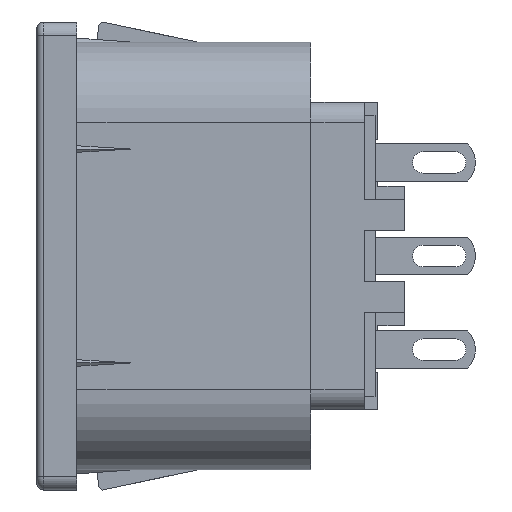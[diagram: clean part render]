
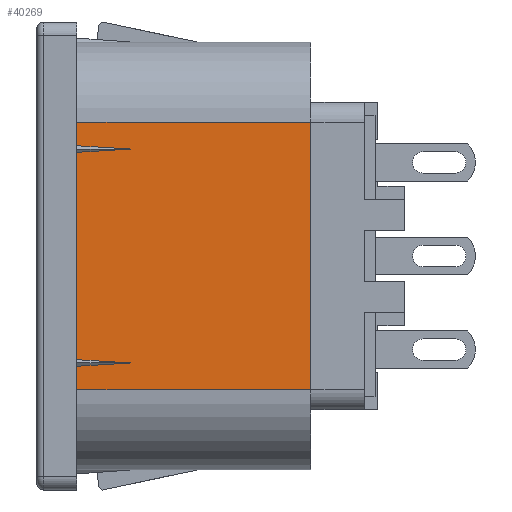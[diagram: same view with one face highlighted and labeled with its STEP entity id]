
A CAD part, left-side view. The second image highlights one B-rep face of the part: STEP entity #40269.
In plain terms, the highlighted planar face has unit normal (-1, 0, 0).
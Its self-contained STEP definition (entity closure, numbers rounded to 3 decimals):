
#147 = VERTEX_POINT ( 'NONE', #25418 ) ;
#514 = DIRECTION ( 'NONE',  ( 0., 1., 0. ) ) ;
#640 = CARTESIAN_POINT ( 'NONE',  ( 1.35, 0., 10. ) ) ;
#783 = EDGE_CURVE ( 'NONE', #147, #9461, #11413, .T. ) ;
#1008 = ORIENTED_EDGE ( 'NONE', *, *, #5968, .F. ) ;
#1055 = CARTESIAN_POINT ( 'NONE',  ( 1.35, -4., -8. ) ) ;
#1415 = VECTOR ( 'NONE', #4161, 1000. ) ;
#1845 = DIRECTION ( 'NONE',  ( 0., 1., 0. ) ) ;
#2858 = CARTESIAN_POINT ( 'NONE',  ( 1.35, 0., 10. ) ) ;
#2957 = CARTESIAN_POINT ( 'NONE',  ( 1.35, -17.5, 10. ) ) ;
#3099 = VERTEX_POINT ( 'NONE', #14633 ) ;
#3196 = CARTESIAN_POINT ( 'NONE',  ( 1.35, -4., -8. ) ) ;
#3251 = CARTESIAN_POINT ( 'NONE',  ( 1.35, -17.5, -10. ) ) ;
#3304 = VECTOR ( 'NONE', #33030, 1000. ) ;
#4060 = VECTOR ( 'NONE', #514, 1000. ) ;
#4065 = LINE ( 'NONE', #41771, #19733 ) ;
#4161 = DIRECTION ( 'NONE',  ( 0., 0.998, 0.062 ) ) ;
#4306 = CARTESIAN_POINT ( 'NONE',  ( 1.35, -4., 8. ) ) ;
#4782 = EDGE_CURVE ( 'NONE', #3099, #16638, #21689, .T. ) ;
#5886 = LINE ( 'NONE', #640, #40303 ) ;
#5968 = EDGE_CURVE ( 'NONE', #17213, #9461, #7101, .T. ) ;
#6283 = DIRECTION ( 'NONE',  ( 1., 0., 0. ) ) ;
#6900 = CARTESIAN_POINT ( 'NONE',  ( 1.35, -17.5, 10. ) ) ;
#6910 = ORIENTED_EDGE ( 'NONE', *, *, #4782, .T. ) ;
#7101 = LINE ( 'NONE', #4306, #1415 ) ;
#8105 = ORIENTED_EDGE ( 'NONE', *, *, #24764, .T. ) ;
#8228 = EDGE_CURVE ( 'NONE', #35099, #14701, #40848, .T. ) ;
#8401 = EDGE_CURVE ( 'NONE', #34714, #3099, #5886, .T. ) ;
#9045 = ORIENTED_EDGE ( 'NONE', *, *, #8401, .T. ) ;
#9088 = CARTESIAN_POINT ( 'NONE',  ( 1.35, -2.667, -8.083 ) ) ;
#9461 = VERTEX_POINT ( 'NONE', #30224 ) ;
#11410 = ORIENTED_EDGE ( 'NONE', *, *, #24667, .F. ) ;
#11413 = LINE ( 'NONE', #31227, #28151 ) ;
#11506 = ORIENTED_EDGE ( 'NONE', *, *, #39909, .T. ) ;
#12117 = VERTEX_POINT ( 'NONE', #26217 ) ;
#13991 = DIRECTION ( 'NONE',  ( 0., 0., -1. ) ) ;
#14633 = CARTESIAN_POINT ( 'NONE',  ( 1.35, 0., -7.75 ) ) ;
#14701 = VERTEX_POINT ( 'NONE', #3251 ) ;
#15819 = CARTESIAN_POINT ( 'NONE',  ( 1.35, 0., -8.25 ) ) ;
#16208 = PLANE ( 'NONE',  #16517 ) ;
#16451 = CARTESIAN_POINT ( 'NONE',  ( 1.35, 0., -7.75 ) ) ;
#16517 = AXIS2_PLACEMENT_3D ( 'NONE', #2957, #6283, #29646 ) ;
#16638 = VERTEX_POINT ( 'NONE', #1055 ) ;
#16770 = CARTESIAN_POINT ( 'NONE',  ( 1.35, 0., -10. ) ) ;
#16966 = LINE ( 'NONE', #2858, #24829 ) ;
#17213 = VERTEX_POINT ( 'NONE', #27016 ) ;
#18135 = FACE_OUTER_BOUND ( 'NONE', #23648, .T. ) ;
#18461 = CARTESIAN_POINT ( 'NONE',  ( 1.35, 0., 7.75 ) ) ;
#18893 = ORIENTED_EDGE ( 'NONE', *, *, #26471, .T. ) ;
#19733 = VECTOR ( 'NONE', #1845, 1000. ) ;
#20563 = EDGE_CURVE ( 'NONE', #34714, #17213, #21400, .T. ) ;
#21400 = LINE ( 'NONE', #30595, #23502 ) ;
#21514 = VERTEX_POINT ( 'NONE', #16770 ) ;
#21689 = B_SPLINE_CURVE_WITH_KNOTS ( 'NONE', 3,
 ( #16451, #36396, #23177, #3196 ),
 .UNSPECIFIED., .F., .F.,
 ( 4, 4 ),
 ( 0., 1. ),
 .UNSPECIFIED. ) ;
#22838 = DIRECTION ( 'NONE',  ( 0., 0., -1. ) ) ;
#22962 = CARTESIAN_POINT ( 'NONE',  ( 1.35, -17.5, 10. ) ) ;
#23177 = CARTESIAN_POINT ( 'NONE',  ( 1.35, -2.667, -7.917 ) ) ;
#23502 = VECTOR ( 'NONE', #40463, 1000. ) ;
#23648 = EDGE_LOOP ( 'NONE', ( #6910, #8105, #18893, #11410, #33330, #11506, #29637, #1008, #41589, #9045 ) ) ;
#24667 = EDGE_CURVE ( 'NONE', #14701, #21514, #4065, .T. ) ;
#24764 = EDGE_CURVE ( 'NONE', #16638, #12117, #27283, .T. ) ;
#24829 = VECTOR ( 'NONE', #22838, 1000. ) ;
#25418 = CARTESIAN_POINT ( 'NONE',  ( 1.35, 0., 10. ) ) ;
#25764 = CARTESIAN_POINT ( 'NONE',  ( 1.35, -4., -8. ) ) ;
#26217 = CARTESIAN_POINT ( 'NONE',  ( 1.35, 0., -8.25 ) ) ;
#26471 = EDGE_CURVE ( 'NONE', #12117, #21514, #16966, .T. ) ;
#27016 = CARTESIAN_POINT ( 'NONE',  ( 1.35, -4., 8. ) ) ;
#27283 = B_SPLINE_CURVE_WITH_KNOTS ( 'NONE', 3,
 ( #25764, #9088, #35775, #15819 ),
 .UNSPECIFIED., .F., .F.,
 ( 4, 4 ),
 ( 0., 1. ),
 .UNSPECIFIED. ) ;
#28151 = VECTOR ( 'NONE', #37906, 1000. ) ;
#29637 = ORIENTED_EDGE ( 'NONE', *, *, #783, .T. ) ;
#29646 = DIRECTION ( 'NONE',  ( 0., 0., -1. ) ) ;
#30224 = CARTESIAN_POINT ( 'NONE',  ( 1.35, 0., 8.25 ) ) ;
#30595 = CARTESIAN_POINT ( 'NONE',  ( 1.35, 0., 7.75 ) ) ;
#31227 = CARTESIAN_POINT ( 'NONE',  ( 1.35, 0., 10. ) ) ;
#33030 = DIRECTION ( 'NONE',  ( 0., 0., -1. ) ) ;
#33330 = ORIENTED_EDGE ( 'NONE', *, *, #8228, .F. ) ;
#34714 = VERTEX_POINT ( 'NONE', #18461 ) ;
#35099 = VERTEX_POINT ( 'NONE', #6900 ) ;
#35775 = CARTESIAN_POINT ( 'NONE',  ( 1.35, -1.333, -8.167 ) ) ;
#36396 = CARTESIAN_POINT ( 'NONE',  ( 1.35, -1.333, -7.833 ) ) ;
#37906 = DIRECTION ( 'NONE',  ( 0., 0., -1. ) ) ;
#39909 = EDGE_CURVE ( 'NONE', #35099, #147, #40580, .T. ) ;
#40269 = ADVANCED_FACE ( 'NONE', ( #18135 ), #16208, .F. ) ;
#40303 = VECTOR ( 'NONE', #13991, 1000. ) ;
#40432 = CARTESIAN_POINT ( 'NONE',  ( 1.35, -17.5, 10. ) ) ;
#40463 = DIRECTION ( 'NONE',  ( 0., -0.998, 0.062 ) ) ;
#40580 = LINE ( 'NONE', #40432, #4060 ) ;
#40848 = LINE ( 'NONE', #22962, #3304 ) ;
#41589 = ORIENTED_EDGE ( 'NONE', *, *, #20563, .F. ) ;
#41771 = CARTESIAN_POINT ( 'NONE',  ( 1.35, -17.5, -10. ) ) ;
